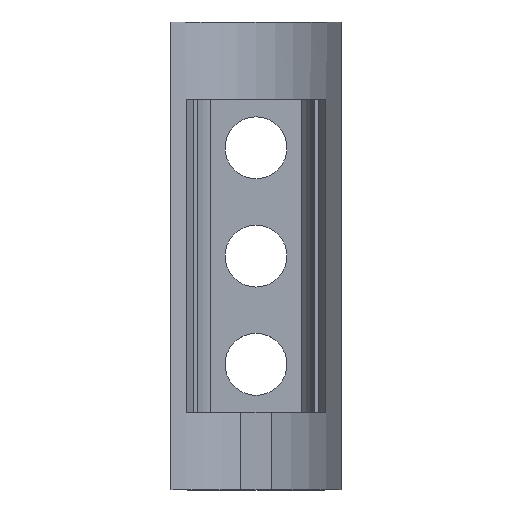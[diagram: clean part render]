
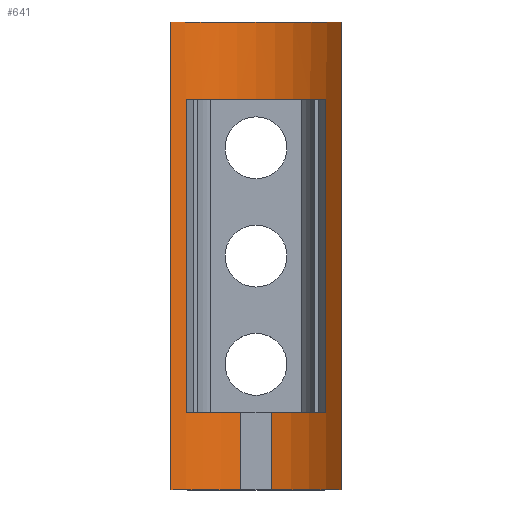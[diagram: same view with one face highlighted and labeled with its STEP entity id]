
A CAD part, top view. The second image highlights one B-rep face of the part: STEP entity #641.
In plain terms, the highlighted cylindrical face has radius 30 mm (diameter 60 mm), a partial arc.
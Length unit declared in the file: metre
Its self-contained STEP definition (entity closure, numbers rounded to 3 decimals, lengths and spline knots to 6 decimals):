
#71=CIRCLE('',#690,0.03);
#72=CIRCLE('',#691,0.03);
#73=CIRCLE('',#692,0.03);
#74=CIRCLE('',#693,0.03);
#75=CIRCLE('',#694,0.03);
#76=CIRCLE('',#695,0.03);
#83=ORIENTED_EDGE('',*,*,#275,.F.);
#84=ORIENTED_EDGE('',*,*,#276,.F.);
#85=ORIENTED_EDGE('',*,*,#277,.F.);
#86=ORIENTED_EDGE('',*,*,#278,.T.);
#87=ORIENTED_EDGE('',*,*,#279,.T.);
#88=ORIENTED_EDGE('',*,*,#280,.F.);
#89=ORIENTED_EDGE('',*,*,#281,.T.);
#90=ORIENTED_EDGE('',*,*,#282,.T.);
#91=ORIENTED_EDGE('',*,*,#283,.F.);
#92=ORIENTED_EDGE('',*,*,#284,.F.);
#93=ORIENTED_EDGE('',*,*,#285,.T.);
#94=ORIENTED_EDGE('',*,*,#286,.T.);
#275=EDGE_CURVE('',#371,#372,#437,.T.);
#276=EDGE_CURVE('',#373,#371,#71,.T.);
#277=EDGE_CURVE('',#374,#373,#438,.T.);
#278=EDGE_CURVE('',#374,#375,#72,.T.);
#279=EDGE_CURVE('',#375,#376,#439,.T.);
#280=EDGE_CURVE('',#377,#376,#73,.T.);
#281=EDGE_CURVE('',#377,#378,#440,.T.);
#282=EDGE_CURVE('',#378,#379,#74,.T.);
#283=EDGE_CURVE('',#380,#379,#441,.T.);
#284=EDGE_CURVE('',#381,#380,#75,.T.);
#285=EDGE_CURVE('',#381,#382,#442,.T.);
#286=EDGE_CURVE('',#382,#372,#76,.T.);
#371=VERTEX_POINT('',#855);
#372=VERTEX_POINT('',#856);
#373=VERTEX_POINT('',#858);
#374=VERTEX_POINT('',#860);
#375=VERTEX_POINT('',#862);
#376=VERTEX_POINT('',#864);
#377=VERTEX_POINT('',#866);
#378=VERTEX_POINT('',#868);
#379=VERTEX_POINT('',#870);
#380=VERTEX_POINT('',#872);
#381=VERTEX_POINT('',#874);
#382=VERTEX_POINT('',#876);
#437=LINE('',#854,#493);
#438=LINE('',#859,#494);
#439=LINE('',#863,#495);
#440=LINE('',#867,#496);
#441=LINE('',#871,#497);
#442=LINE('',#875,#498);
#493=VECTOR('',#728,1.);
#494=VECTOR('',#731,1.);
#495=VECTOR('',#734,1.);
#496=VECTOR('',#737,1.);
#497=VECTOR('',#740,1.);
#498=VECTOR('',#743,1.);
#549=EDGE_LOOP('',(#83,#84,#85,#86,#87,#88,#89,#90,#91,#92,#93,#94));
#593=FACE_BOUND('',#549,.T.);
#637=CYLINDRICAL_SURFACE('',#689,0.03);
#641=ADVANCED_FACE('',(#593),#637,.F.);
#689=AXIS2_PLACEMENT_3D('',#853,#726,#727);
#690=AXIS2_PLACEMENT_3D('',#857,#729,#730);
#691=AXIS2_PLACEMENT_3D('',#861,#732,#733);
#692=AXIS2_PLACEMENT_3D('',#865,#735,#736);
#693=AXIS2_PLACEMENT_3D('',#869,#738,#739);
#694=AXIS2_PLACEMENT_3D('',#873,#741,#742);
#695=AXIS2_PLACEMENT_3D('',#877,#744,#745);
#726=DIRECTION('',(0.,-1.,0.));
#727=DIRECTION('',(0.,0.,-1.));
#728=DIRECTION('',(0.,-1.,0.));
#729=DIRECTION('',(0.,-1.,0.));
#730=DIRECTION('',(0.,0.,-1.));
#731=DIRECTION('',(0.,-1.,0.));
#732=DIRECTION('',(0.,-1.,0.));
#733=DIRECTION('',(0.,0.,-1.));
#734=DIRECTION('',(0.,-1.,0.));
#735=DIRECTION('',(0.,-1.,0.));
#736=DIRECTION('',(0.,0.,-1.));
#737=DIRECTION('',(0.,-1.,0.));
#738=DIRECTION('',(0.,-1.,0.));
#739=DIRECTION('',(0.,0.,-1.));
#740=DIRECTION('',(0.,-1.,0.));
#741=DIRECTION('',(0.,-1.,0.));
#742=DIRECTION('',(0.,0.,-1.));
#743=DIRECTION('',(0.,-1.,0.));
#744=DIRECTION('',(0.,-1.,0.));
#745=DIRECTION('',(0.,0.,-1.));
#853=CARTESIAN_POINT('',(0.,0.0325,0.038));
#854=CARTESIAN_POINT('',(-0.004,0.032502,0.008268));
#855=CARTESIAN_POINT('',(-0.004,-0.0685,0.008268));
#856=CARTESIAN_POINT('',(-0.004,-0.0885,0.008268));
#857=CARTESIAN_POINT('',(0.,-0.0685,0.038));
#858=CARTESIAN_POINT('',(-0.018113,-0.0685,0.014085));
#859=CARTESIAN_POINT('',(-0.018113,0.0125,0.014085));
#860=CARTESIAN_POINT('',(-0.018113,0.0125,0.014085));
#861=CARTESIAN_POINT('',(0.,0.0125,0.038));
#862=CARTESIAN_POINT('',(0.018113,0.0125,0.014085));
#863=CARTESIAN_POINT('',(0.018113,0.0125,0.014085));
#864=CARTESIAN_POINT('',(0.018113,-0.0685,0.014085));
#865=CARTESIAN_POINT('',(0.,-0.0685,0.038));
#866=CARTESIAN_POINT('',(0.004,-0.0685,0.008268));
#867=CARTESIAN_POINT('',(0.004,0.032502,0.008268));
#868=CARTESIAN_POINT('',(0.004,-0.0885,0.008268));
#869=CARTESIAN_POINT('',(0.,-0.0885,0.038));
#870=CARTESIAN_POINT('',(0.022,-0.0885,0.017604));
#871=CARTESIAN_POINT('',(0.022,0.0325,0.017604));
#872=CARTESIAN_POINT('',(0.022,0.0325,0.017604));
#873=CARTESIAN_POINT('',(0.,0.0325,0.038));
#874=CARTESIAN_POINT('',(-0.022,0.0325,0.017604));
#875=CARTESIAN_POINT('',(-0.022,0.0325,0.017604));
#876=CARTESIAN_POINT('',(-0.022,-0.0885,0.017604));
#877=CARTESIAN_POINT('',(0.,-0.0885,0.038));
